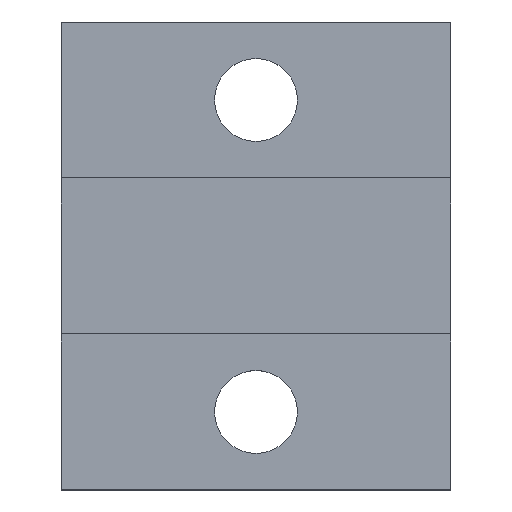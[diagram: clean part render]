
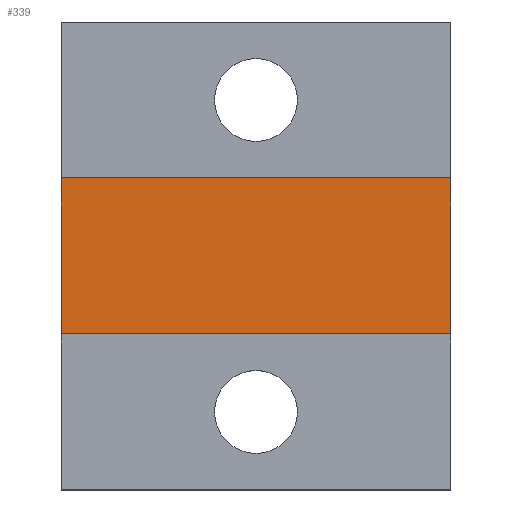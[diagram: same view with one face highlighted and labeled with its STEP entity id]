
A CAD part, top view. The second image highlights one B-rep face of the part: STEP entity #339.
In plain terms, the highlighted planar face has unit normal (0, 0, 1).
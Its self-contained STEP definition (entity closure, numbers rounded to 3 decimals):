
#245=CARTESIAN_POINT('Vertex',(0.,8.,6.)) ;
#248=CARTESIAN_POINT('Line Origine',(0.,12.,6.)) ;
#252=CARTESIAN_POINT('Vertex',(0.,16.,6.)) ;
#309=CARTESIAN_POINT('Axis2P3D Location',(0.,8.,6.)) ;
#314=CARTESIAN_POINT('Line Origine',(10.,16.,6.)) ;
#318=CARTESIAN_POINT('Vertex',(20.,16.,6.)) ;
#321=CARTESIAN_POINT('Line Origine',(10.,8.,6.)) ;
#325=CARTESIAN_POINT('Vertex',(20.,8.,6.)) ;
#328=CARTESIAN_POINT('Line Origine',(20.,12.,6.)) ;
#249=DIRECTION('Vector Direction',(0.,1.,0.)) ;
#310=DIRECTION('Axis2P3D Direction',(0.,0.,-1.)) ;
#311=DIRECTION('Axis2P3D XDirection',(0.,1.,0.)) ;
#315=DIRECTION('Vector Direction',(1.,0.,0.)) ;
#322=DIRECTION('Vector Direction',(1.,0.,0.)) ;
#329=DIRECTION('Vector Direction',(0.,1.,0.)) ;
#312=AXIS2_PLACEMENT_3D('Plane Axis2P3D',#309,#310,#311) ;
#334=ORIENTED_EDGE('',*,*,#320,.F.) ;
#335=ORIENTED_EDGE('',*,*,#254,.T.) ;
#336=ORIENTED_EDGE('',*,*,#327,.T.) ;
#337=ORIENTED_EDGE('',*,*,#332,.F.) ;
#250=VECTOR('Line Direction',#249,1.) ;
#316=VECTOR('Line Direction',#315,1.) ;
#323=VECTOR('Line Direction',#322,1.) ;
#330=VECTOR('Line Direction',#329,1.) ;
#339=ADVANCED_FACE('PartBody',(#338),#313,.F.) ;
#254=EDGE_CURVE('',#253,#246,#251,.F.) ;
#320=EDGE_CURVE('',#253,#319,#317,.T.) ;
#327=EDGE_CURVE('',#246,#326,#324,.T.) ;
#332=EDGE_CURVE('',#319,#326,#331,.F.) ;
#333=EDGE_LOOP('',(#334,#335,#336,#337)) ;
#338=FACE_OUTER_BOUND('',#333,.T.) ;
#251=LINE('Line',#248,#250) ;
#317=LINE('Line',#314,#316) ;
#324=LINE('Line',#321,#323) ;
#331=LINE('Line',#328,#330) ;
#313=PLANE('',#312) ;
#246=VERTEX_POINT('',#245) ;
#253=VERTEX_POINT('',#252) ;
#319=VERTEX_POINT('',#318) ;
#326=VERTEX_POINT('',#325) ;
